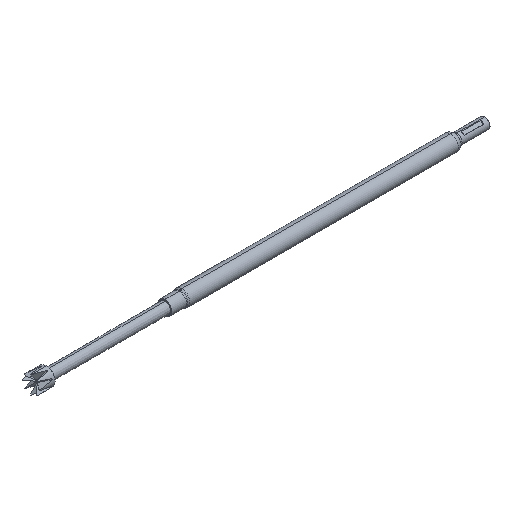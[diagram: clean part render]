
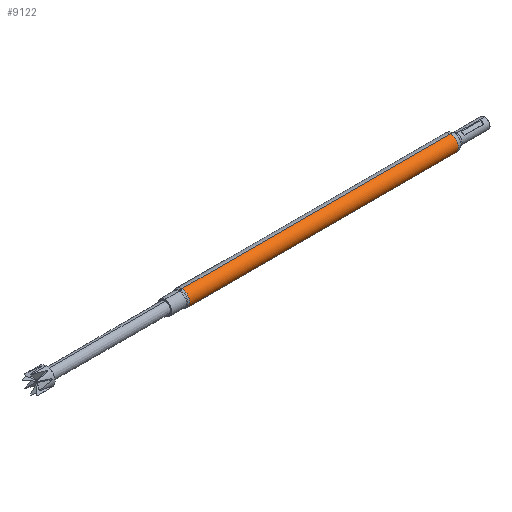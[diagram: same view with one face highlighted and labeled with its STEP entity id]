
A CAD part, isometric view. The second image highlights one B-rep face of the part: STEP entity #9122.
In plain terms, the highlighted cylindrical face has radius 0.683 mm (diameter 1.367 mm), a partial arc.
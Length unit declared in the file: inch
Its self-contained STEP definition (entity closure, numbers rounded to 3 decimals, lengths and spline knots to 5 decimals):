
#58 = CARTESIAN_POINT ( 'NONE',  ( 0.98, 0., 0.0269 ) ) ;
#86 = ORIENTED_EDGE ( 'NONE', *, *, #8469, .T. ) ;
#586 = CIRCLE ( 'NONE', #5357, 0.0269 ) ;
#625 = VERTEX_POINT ( 'NONE', #9232 ) ;
#664 = AXIS2_PLACEMENT_3D ( 'NONE', #9085, #2494, #4632 ) ;
#750 = VECTOR ( 'NONE', #9157, 39.37008 ) ;
#976 = LINE ( 'NONE', #6233, #3336 ) ;
#980 = CARTESIAN_POINT ( 'NONE',  ( 0.05889, 0., 0.0269 ) ) ;
#1361 = ORIENTED_EDGE ( 'NONE', *, *, #8834, .T. ) ;
#2086 = CIRCLE ( 'NONE', #4401, 0.0269 ) ;
#2494 = DIRECTION ( 'NONE',  ( -1., 0., 0. ) ) ;
#2798 = EDGE_CURVE ( 'NONE', #7835, #625, #586, .T. ) ;
#3336 = VECTOR ( 'NONE', #6806, 39.37008 ) ;
#3441 = CARTESIAN_POINT ( 'NONE',  ( 0.98, 0., 0. ) ) ;
#4205 = DIRECTION ( 'NONE',  ( 0., 0., 1. ) ) ;
#4401 = AXIS2_PLACEMENT_3D ( 'NONE', #3441, #4890, #4205 ) ;
#4632 = DIRECTION ( 'NONE',  ( 0., 0., 1. ) ) ;
#4668 = VERTEX_POINT ( 'NONE', #8083 ) ;
#4890 = DIRECTION ( 'NONE',  ( -1., 0., 0. ) ) ;
#5109 = DIRECTION ( 'NONE',  ( 1., 0., 0. ) ) ;
#5208 = DIRECTION ( 'NONE',  ( 0., 0., -1. ) ) ;
#5357 = AXIS2_PLACEMENT_3D ( 'NONE', #7282, #5109, #5208 ) ;
#6101 = EDGE_CURVE ( 'NONE', #4668, #625, #9209, .T. ) ;
#6233 = CARTESIAN_POINT ( 'NONE',  ( 0., 0., 0.0269 ) ) ;
#6515 = CYLINDRICAL_SURFACE ( 'NONE', #664, 0.0269 ) ;
#6806 = DIRECTION ( 'NONE',  ( -1., 0., 0. ) ) ;
#6900 = ORIENTED_EDGE ( 'NONE', *, *, #6101, .F. ) ;
#7166 = VERTEX_POINT ( 'NONE', #58 ) ;
#7282 = CARTESIAN_POINT ( 'NONE',  ( 0.05889, 0., 0. ) ) ;
#7835 = VERTEX_POINT ( 'NONE', #980 ) ;
#8082 = ORIENTED_EDGE ( 'NONE', *, *, #2798, .T. ) ;
#8083 = CARTESIAN_POINT ( 'NONE',  ( 0.98, 0., -0.0269 ) ) ;
#8465 = CARTESIAN_POINT ( 'NONE',  ( 0., 0., -0.0269 ) ) ;
#8469 = EDGE_CURVE ( 'NONE', #4668, #7166, #2086, .T. ) ;
#8613 = EDGE_LOOP ( 'NONE', ( #6900, #86, #1361, #8082 ) ) ;
#8834 = EDGE_CURVE ( 'NONE', #7166, #7835, #976, .T. ) ;
#9085 = CARTESIAN_POINT ( 'NONE',  ( 0., 0., 0. ) ) ;
#9122 = ADVANCED_FACE ( 'NONE', ( #9495 ), #6515, .T. ) ;
#9157 = DIRECTION ( 'NONE',  ( -1., 0., 0. ) ) ;
#9209 = LINE ( 'NONE', #8465, #750 ) ;
#9232 = CARTESIAN_POINT ( 'NONE',  ( 0.05889, 0., -0.0269 ) ) ;
#9495 = FACE_OUTER_BOUND ( 'NONE', #8613, .T. ) ;
